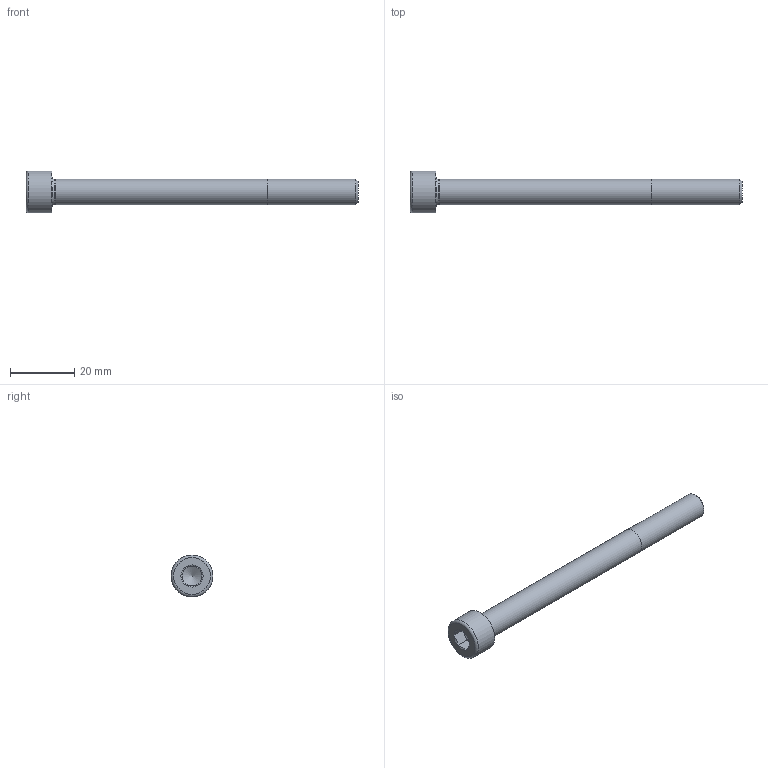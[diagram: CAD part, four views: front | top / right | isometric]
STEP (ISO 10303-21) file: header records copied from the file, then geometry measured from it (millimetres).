
FILE_DESCRIPTION(/* description */ ('Alibre Inc.'),/* implementation_level */ '2;1');
FILE_NAME(/* name */ 'export-BD7312B2-D056-42CC-B37D-A41EB0381F29',/* time_stamp */ '2022-04-15T12:04:27+02:00',/* author */ (''),/* organization */ (''),/* preprocessor_version */ 'ST-DEVELOPER v17',/* originating_system */ 'Alibre',/* authorisation */ '');
FILE_SCHEMA (('AUTOMOTIVE_DESIGN'));
Length unit declared in the file: millimetre
Products named in the file (1): HI_Cylinder head screw DIN 912 M8x95 07160.080.095(High)
Bounding box: 103 x 13 x 13 mm (x, y, z)
Volume: 5653.2 mm3; surface area: 3022.6 mm2
Topology: 1 solids, 1 shells, 32 faces, 76 edges, 48 vertices
Faces by surface type: plane 16, cone 10, cylinder 3, torus 3
Full cylindrical faces by diameter (mm): 7.9 x1, 8 x1, 13 x1
Entity records: 909 total; most frequent: CARTESIAN_POINT 163, ORIENTED_EDGE 146, DIRECTION 133, EDGE_CURVE 73, AXIS2_PLACEMENT_3D 56, VERTEX_POINT 47, EDGE_LOOP 36, FACE_BOUND 36
